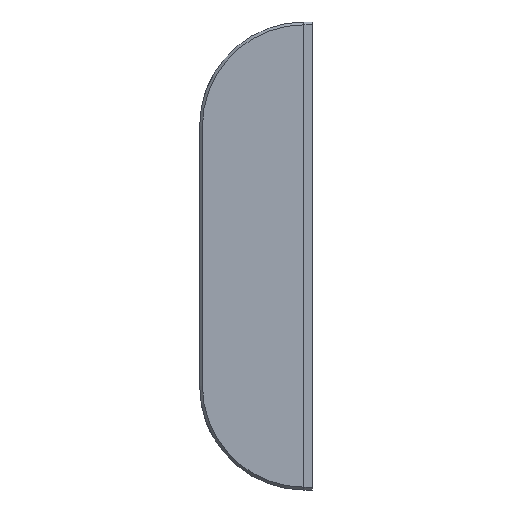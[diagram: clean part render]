
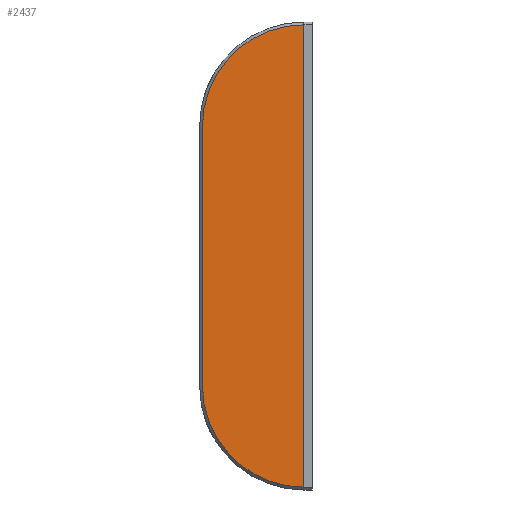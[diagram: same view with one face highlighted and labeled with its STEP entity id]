
A CAD part, front view. The second image highlights one B-rep face of the part: STEP entity #2437.
In plain terms, the highlighted planar face has unit normal (0, -1, 0).
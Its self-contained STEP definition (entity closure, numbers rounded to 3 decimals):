
#237 = CONICAL_SURFACE('',#238,37.,0.785);
#238 = AXIS2_PLACEMENT_3D('',#239,#240,#241);
#239 = CARTESIAN_POINT('',(0.,1.,46.));
#240 = DIRECTION('',(0.,1.,0.));
#241 = DIRECTION('',(0.,0.,1.));
#277 = VERTEX_POINT('',#278);
#278 = CARTESIAN_POINT('',(0.,0.,82.));
#313 = PLANE('',#314);
#314 = AXIS2_PLACEMENT_3D('',#315,#316,#317);
#315 = CARTESIAN_POINT('',(0.,0.,83.)
  );
#316 = DIRECTION('',(0.,1.,0.));
#317 = DIRECTION('',(0.,0.,-1.));
#1090 = VERTEX_POINT('',#1091);
#1091 = CARTESIAN_POINT('',(-36.,0.,46.));
#1105 = PLANE('',#1106);
#1106 = AXIS2_PLACEMENT_3D('',#1107,#1108,#1109);
#1107 = CARTESIAN_POINT('',(-36.5,0.5,46.));
#1108 = DIRECTION('',(0.707,0.707,0.)
  );
#1109 = DIRECTION('',(0.,0.,1.));
#1117 = EDGE_CURVE('',#277,#1090,#1118,.T.);
#1118 = SURFACE_CURVE('',#1119,(#1124,#1131),.PCURVE_S1.);
#1119 = CIRCLE('',#1120,36.);
#1120 = AXIS2_PLACEMENT_3D('',#1121,#1122,#1123);
#1121 = CARTESIAN_POINT('',(0.,0.,
    46.));
#1122 = DIRECTION('',(0.,-1.,0.));
#1123 = DIRECTION('',(0.,0.,1.));
#1124 = PCURVE('',#237,#1125);
#1125 = DEFINITIONAL_REPRESENTATION('',(#1126),#1130);
#1126 = LINE('',#1127,#1128);
#1127 = CARTESIAN_POINT('',(-0.,-1.));
#1128 = VECTOR('',#1129,1.);
#1129 = DIRECTION('',(-1.,-0.));
#1130 = ( GEOMETRIC_REPRESENTATION_CONTEXT(2) 
PARAMETRIC_REPRESENTATION_CONTEXT() REPRESENTATION_CONTEXT('2D SPACE',''
  ) );
#1131 = PCURVE('',#1132,#1137);
#1132 = PLANE('',#1133);
#1133 = AXIS2_PLACEMENT_3D('',#1134,#1135,#1136);
#1134 = CARTESIAN_POINT('',(-16.22,0.,
    0.));
#1135 = DIRECTION('',(0.,1.,0.));
#1136 = DIRECTION('',(0.,0.,1.));
#1137 = DEFINITIONAL_REPRESENTATION('',(#1138),#1146);
#1138 = ( BOUNDED_CURVE() B_SPLINE_CURVE(2,(#1139,#1140,#1141,#1142,
#1143,#1144,#1145),.UNSPECIFIED.,.T.,.F.) B_SPLINE_CURVE_WITH_KNOTS((1,2
    ,2,2,2,1),(-2.094,0.,2.094,4.189,
6.283,8.378),.UNSPECIFIED.) CURVE() 
GEOMETRIC_REPRESENTATION_ITEM() RATIONAL_B_SPLINE_CURVE((1.,0.5,1.,0.5,
1.,0.5,1.)) REPRESENTATION_ITEM('') );
#1139 = CARTESIAN_POINT('',(82.,16.22));
#1140 = CARTESIAN_POINT('',(82.,-46.134));
#1141 = CARTESIAN_POINT('',(28.,-14.957));
#1142 = CARTESIAN_POINT('',(-26.,16.22));
#1143 = CARTESIAN_POINT('',(28.,47.397));
#1144 = CARTESIAN_POINT('',(82.,78.574));
#1145 = CARTESIAN_POINT('',(82.,16.22));
#1146 = ( GEOMETRIC_REPRESENTATION_CONTEXT(2) 
PARAMETRIC_REPRESENTATION_CONTEXT() REPRESENTATION_CONTEXT('2D SPACE',''
  ) );
#1227 = EDGE_CURVE('',#277,#1228,#1230,.T.);
#1228 = VERTEX_POINT('',#1229);
#1229 = CARTESIAN_POINT('',(0.,0.,-82.)
  );
#1230 = SURFACE_CURVE('',#1231,(#1235,#1242),.PCURVE_S1.);
#1231 = LINE('',#1232,#1233);
#1232 = CARTESIAN_POINT('',(0.,0.,83.)
  );
#1233 = VECTOR('',#1234,1.);
#1234 = DIRECTION('',(0.,0.,-1.));
#1235 = PCURVE('',#313,#1236);
#1236 = DEFINITIONAL_REPRESENTATION('',(#1237),#1241);
#1237 = LINE('',#1238,#1239);
#1238 = CARTESIAN_POINT('',(0.,0.));
#1239 = VECTOR('',#1240,1.);
#1240 = DIRECTION('',(1.,0.));
#1241 = ( GEOMETRIC_REPRESENTATION_CONTEXT(2) 
PARAMETRIC_REPRESENTATION_CONTEXT() REPRESENTATION_CONTEXT('2D SPACE',''
  ) );
#1242 = PCURVE('',#1132,#1243);
#1243 = DEFINITIONAL_REPRESENTATION('',(#1244),#1248);
#1244 = LINE('',#1245,#1246);
#1245 = CARTESIAN_POINT('',(83.,16.22));
#1246 = VECTOR('',#1247,1.);
#1247 = DIRECTION('',(-1.,0.));
#1248 = ( GEOMETRIC_REPRESENTATION_CONTEXT(2) 
PARAMETRIC_REPRESENTATION_CONTEXT() REPRESENTATION_CONTEXT('2D SPACE',''
  ) );
#1785 = CONICAL_SURFACE('',#1786,37.,0.785);
#1786 = AXIS2_PLACEMENT_3D('',#1787,#1788,#1789);
#1787 = CARTESIAN_POINT('',(0.,1.,-46.));
#1788 = DIRECTION('',(0.,1.,0.));
#1789 = DIRECTION('',(-1.,0.,0.));
#2437 = ADVANCED_FACE('',(#2438),#1132,.F.);
#2438 = FACE_BOUND('',#2439,.F.);
#2439 = EDGE_LOOP('',(#2440,#2441,#2469,#2490));
#2440 = ORIENTED_EDGE('',*,*,#1227,.T.);
#2441 = ORIENTED_EDGE('',*,*,#2442,.F.);
#2442 = EDGE_CURVE('',#2443,#1228,#2445,.T.);
#2443 = VERTEX_POINT('',#2444);
#2444 = CARTESIAN_POINT('',(-36.,0.,-46.));
#2445 = SURFACE_CURVE('',#2446,(#2451,#2462),.PCURVE_S1.);
#2446 = CIRCLE('',#2447,36.);
#2447 = AXIS2_PLACEMENT_3D('',#2448,#2449,#2450);
#2448 = CARTESIAN_POINT('',(0.,0.,
    -46.));
#2449 = DIRECTION('',(0.,-1.,0.));
#2450 = DIRECTION('',(-1.,0.,0.));
#2451 = PCURVE('',#1132,#2452);
#2452 = DEFINITIONAL_REPRESENTATION('',(#2453),#2461);
#2453 = ( BOUNDED_CURVE() B_SPLINE_CURVE(2,(#2454,#2455,#2456,#2457,
#2458,#2459,#2460),.UNSPECIFIED.,.T.,.F.) B_SPLINE_CURVE_WITH_KNOTS((1,2
    ,2,2,2,1),(-2.094,0.,2.094,4.189,
6.283,8.378),.UNSPECIFIED.) CURVE() 
GEOMETRIC_REPRESENTATION_ITEM() RATIONAL_B_SPLINE_CURVE((1.,0.5,1.,0.5,
1.,0.5,1.)) REPRESENTATION_ITEM('') );
#2454 = CARTESIAN_POINT('',(-46.,-19.78));
#2455 = CARTESIAN_POINT('',(-108.354,-19.78));
#2456 = CARTESIAN_POINT('',(-77.177,34.22));
#2457 = CARTESIAN_POINT('',(-46.,88.22));
#2458 = CARTESIAN_POINT('',(-14.823,34.22));
#2459 = CARTESIAN_POINT('',(16.354,-19.78));
#2460 = CARTESIAN_POINT('',(-46.,-19.78));
#2461 = ( GEOMETRIC_REPRESENTATION_CONTEXT(2) 
PARAMETRIC_REPRESENTATION_CONTEXT() REPRESENTATION_CONTEXT('2D SPACE',''
  ) );
#2462 = PCURVE('',#1785,#2463);
#2463 = DEFINITIONAL_REPRESENTATION('',(#2464),#2468);
#2464 = LINE('',#2465,#2466);
#2465 = CARTESIAN_POINT('',(-0.,-1.));
#2466 = VECTOR('',#2467,1.);
#2467 = DIRECTION('',(-1.,-0.));
#2468 = ( GEOMETRIC_REPRESENTATION_CONTEXT(2) 
PARAMETRIC_REPRESENTATION_CONTEXT() REPRESENTATION_CONTEXT('2D SPACE',''
  ) );
#2469 = ORIENTED_EDGE('',*,*,#2470,.F.);
#2470 = EDGE_CURVE('',#1090,#2443,#2471,.T.);
#2471 = SURFACE_CURVE('',#2472,(#2476,#2483),.PCURVE_S1.);
#2472 = LINE('',#2473,#2474);
#2473 = CARTESIAN_POINT('',(-36.,0.,46.));
#2474 = VECTOR('',#2475,1.);
#2475 = DIRECTION('',(0.,0.,-1.));
#2476 = PCURVE('',#1132,#2477);
#2477 = DEFINITIONAL_REPRESENTATION('',(#2478),#2482);
#2478 = LINE('',#2479,#2480);
#2479 = CARTESIAN_POINT('',(46.,-19.78));
#2480 = VECTOR('',#2481,1.);
#2481 = DIRECTION('',(-1.,0.));
#2482 = ( GEOMETRIC_REPRESENTATION_CONTEXT(2) 
PARAMETRIC_REPRESENTATION_CONTEXT() REPRESENTATION_CONTEXT('2D SPACE',''
  ) );
#2483 = PCURVE('',#1105,#2484);
#2484 = DEFINITIONAL_REPRESENTATION('',(#2485),#2489);
#2485 = LINE('',#2486,#2487);
#2486 = CARTESIAN_POINT('',(0.,0.707));
#2487 = VECTOR('',#2488,1.);
#2488 = DIRECTION('',(-1.,0.));
#2489 = ( GEOMETRIC_REPRESENTATION_CONTEXT(2) 
PARAMETRIC_REPRESENTATION_CONTEXT() REPRESENTATION_CONTEXT('2D SPACE',''
  ) );
#2490 = ORIENTED_EDGE('',*,*,#1117,.F.);
